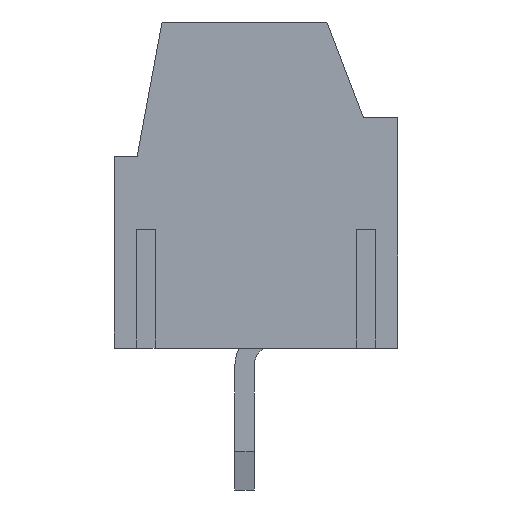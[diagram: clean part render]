
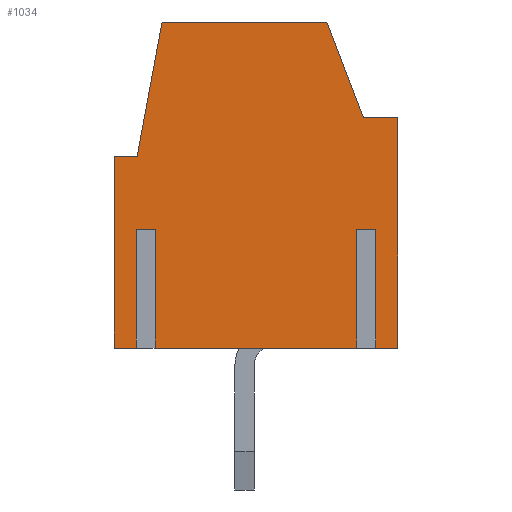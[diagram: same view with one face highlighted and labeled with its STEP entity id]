
A CAD part, left-side view. The second image highlights one B-rep face of the part: STEP entity #1034.
In plain terms, the highlighted planar face has unit normal (-1, 0, 0).
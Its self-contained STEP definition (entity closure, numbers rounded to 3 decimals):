
#223 = VERTEX_POINT('',#224);
#224 = CARTESIAN_POINT('',(-1.8,-2.925,0.));
#230 = EDGE_CURVE('',#231,#223,#233,.T.);
#231 = VERTEX_POINT('',#232);
#232 = CARTESIAN_POINT('',(-1.8,2.325,0.));
#233 = LINE('',#234,#235);
#234 = CARTESIAN_POINT('',(-1.8,3.4,0.));
#235 = VECTOR('',#236,1.);
#236 = DIRECTION('',(0.,-1.,0.));
#255 = VERTEX_POINT('',#256);
#256 = CARTESIAN_POINT('',(-1.8,2.825,0.));
#262 = EDGE_CURVE('',#263,#255,#265,.T.);
#263 = VERTEX_POINT('',#264);
#264 = CARTESIAN_POINT('',(-1.8,3.4,0.));
#265 = LINE('',#266,#267);
#266 = CARTESIAN_POINT('',(-1.8,3.4,0.));
#267 = VECTOR('',#268,1.);
#268 = DIRECTION('',(0.,-1.,0.));
#317 = VERTEX_POINT('',#318);
#318 = CARTESIAN_POINT('',(-1.8,-4.,0.));
#324 = EDGE_CURVE('',#325,#317,#327,.T.);
#325 = VERTEX_POINT('',#326);
#326 = CARTESIAN_POINT('',(-1.8,-3.425,0.));
#327 = LINE('',#328,#329);
#328 = CARTESIAN_POINT('',(-1.8,3.4,0.));
#329 = VECTOR('',#330,1.);
#330 = DIRECTION('',(0.,-1.,0.));
#643 = EDGE_CURVE('',#644,#263,#646,.T.);
#644 = VERTEX_POINT('',#645);
#645 = CARTESIAN_POINT('',(-1.8,3.4,5.));
#646 = LINE('',#647,#648);
#647 = CARTESIAN_POINT('',(-1.8,3.4,5.));
#648 = VECTOR('',#649,1.);
#649 = DIRECTION('',(0.,0.,-1.));
#701 = EDGE_CURVE('',#702,#644,#704,.T.);
#702 = VERTEX_POINT('',#703);
#703 = CARTESIAN_POINT('',(-1.8,2.8,5.));
#704 = LINE('',#705,#706);
#705 = CARTESIAN_POINT('',(-1.8,2.8,5.));
#706 = VECTOR('',#707,1.);
#707 = DIRECTION('',(0.,1.,0.));
#725 = EDGE_CURVE('',#726,#702,#728,.T.);
#726 = VERTEX_POINT('',#727);
#727 = CARTESIAN_POINT('',(-1.8,2.15,8.5));
#728 = LINE('',#729,#730);
#729 = CARTESIAN_POINT('',(-1.8,2.15,8.5));
#730 = VECTOR('',#731,1.);
#731 = DIRECTION('',(0.,0.183,-0.983)
  );
#760 = EDGE_CURVE('',#761,#726,#763,.T.);
#761 = VERTEX_POINT('',#762);
#762 = CARTESIAN_POINT('',(-1.8,-2.15,8.5));
#763 = LINE('',#764,#765);
#764 = CARTESIAN_POINT('',(-1.8,-2.15,8.5));
#765 = VECTOR('',#766,1.);
#766 = DIRECTION('',(0.,1.,0.));
#795 = EDGE_CURVE('',#796,#761,#798,.T.);
#796 = VERTEX_POINT('',#797);
#797 = CARTESIAN_POINT('',(-1.8,-3.1,6.));
#798 = LINE('',#799,#800);
#799 = CARTESIAN_POINT('',(-1.8,-3.1,6.));
#800 = VECTOR('',#801,1.);
#801 = DIRECTION('',(0.,0.355,0.935)
  );
#908 = VERTEX_POINT('',#909);
#909 = CARTESIAN_POINT('',(-1.8,-4.,6.));
#915 = EDGE_CURVE('',#317,#908,#916,.T.);
#916 = LINE('',#917,#918);
#917 = CARTESIAN_POINT('',(-1.8,-4.,0.));
#918 = VECTOR('',#919,1.);
#919 = DIRECTION('',(0.,0.,1.));
#1017 = VERTEX_POINT('',#1018);
#1018 = CARTESIAN_POINT('',(-1.8,-2.925,3.1));
#1024 = EDGE_CURVE('',#1017,#223,#1025,.T.);
#1025 = LINE('',#1026,#1027);
#1026 = CARTESIAN_POINT('',(-1.8,-2.925,3.1));
#1027 = VECTOR('',#1028,1.);
#1028 = DIRECTION('',(0.,0.,-1.));
#1034 = ADVANCED_FACE('',(#1035),#1089,.T.);
#1035 = FACE_BOUND('',#1036,.T.);
#1036 = EDGE_LOOP('',(#1037,#1038,#1046,#1052,#1053,#1054,#1060,#1061,
    #1062,#1063,#1064,#1065,#1066,#1074,#1082,#1088));
#1037 = ORIENTED_EDGE('',*,*,#1024,.F.);
#1038 = ORIENTED_EDGE('',*,*,#1039,.F.);
#1039 = EDGE_CURVE('',#1040,#1017,#1042,.T.);
#1040 = VERTEX_POINT('',#1041);
#1041 = CARTESIAN_POINT('',(-1.8,-3.425,3.1));
#1042 = LINE('',#1043,#1044);
#1043 = CARTESIAN_POINT('',(-1.8,-3.425,3.1));
#1044 = VECTOR('',#1045,1.);
#1045 = DIRECTION('',(0.,1.,0.));
#1046 = ORIENTED_EDGE('',*,*,#1047,.T.);
#1047 = EDGE_CURVE('',#1040,#325,#1048,.T.);
#1048 = LINE('',#1049,#1050);
#1049 = CARTESIAN_POINT('',(-1.8,-3.425,3.1));
#1050 = VECTOR('',#1051,1.);
#1051 = DIRECTION('',(0.,0.,-1.));
#1052 = ORIENTED_EDGE('',*,*,#324,.T.);
#1053 = ORIENTED_EDGE('',*,*,#915,.T.);
#1054 = ORIENTED_EDGE('',*,*,#1055,.T.);
#1055 = EDGE_CURVE('',#908,#796,#1056,.T.);
#1056 = LINE('',#1057,#1058);
#1057 = CARTESIAN_POINT('',(-1.8,-4.,6.));
#1058 = VECTOR('',#1059,1.);
#1059 = DIRECTION('',(0.,1.,0.));
#1060 = ORIENTED_EDGE('',*,*,#795,.T.);
#1061 = ORIENTED_EDGE('',*,*,#760,.T.);
#1062 = ORIENTED_EDGE('',*,*,#725,.T.);
#1063 = ORIENTED_EDGE('',*,*,#701,.T.);
#1064 = ORIENTED_EDGE('',*,*,#643,.T.);
#1065 = ORIENTED_EDGE('',*,*,#262,.T.);
#1066 = ORIENTED_EDGE('',*,*,#1067,.F.);
#1067 = EDGE_CURVE('',#1068,#255,#1070,.T.);
#1068 = VERTEX_POINT('',#1069);
#1069 = CARTESIAN_POINT('',(-1.8,2.825,3.1));
#1070 = LINE('',#1071,#1072);
#1071 = CARTESIAN_POINT('',(-1.8,2.825,3.1));
#1072 = VECTOR('',#1073,1.);
#1073 = DIRECTION('',(0.,0.,-1.));
#1074 = ORIENTED_EDGE('',*,*,#1075,.F.);
#1075 = EDGE_CURVE('',#1076,#1068,#1078,.T.);
#1076 = VERTEX_POINT('',#1077);
#1077 = CARTESIAN_POINT('',(-1.8,2.325,3.1));
#1078 = LINE('',#1079,#1080);
#1079 = CARTESIAN_POINT('',(-1.8,2.325,3.1));
#1080 = VECTOR('',#1081,1.);
#1081 = DIRECTION('',(0.,1.,0.));
#1082 = ORIENTED_EDGE('',*,*,#1083,.T.);
#1083 = EDGE_CURVE('',#1076,#231,#1084,.T.);
#1084 = LINE('',#1085,#1086);
#1085 = CARTESIAN_POINT('',(-1.8,2.325,3.1));
#1086 = VECTOR('',#1087,1.);
#1087 = DIRECTION('',(0.,0.,-1.));
#1088 = ORIENTED_EDGE('',*,*,#230,.T.);
#1089 = PLANE('',#1090);
#1090 = AXIS2_PLACEMENT_3D('',#1091,#1092,#1093);
#1091 = CARTESIAN_POINT('',(-1.8,-0.3,3.));
#1092 = DIRECTION('',(-1.,0.,0.));
#1093 = DIRECTION('',(0.,0.,-1.));
